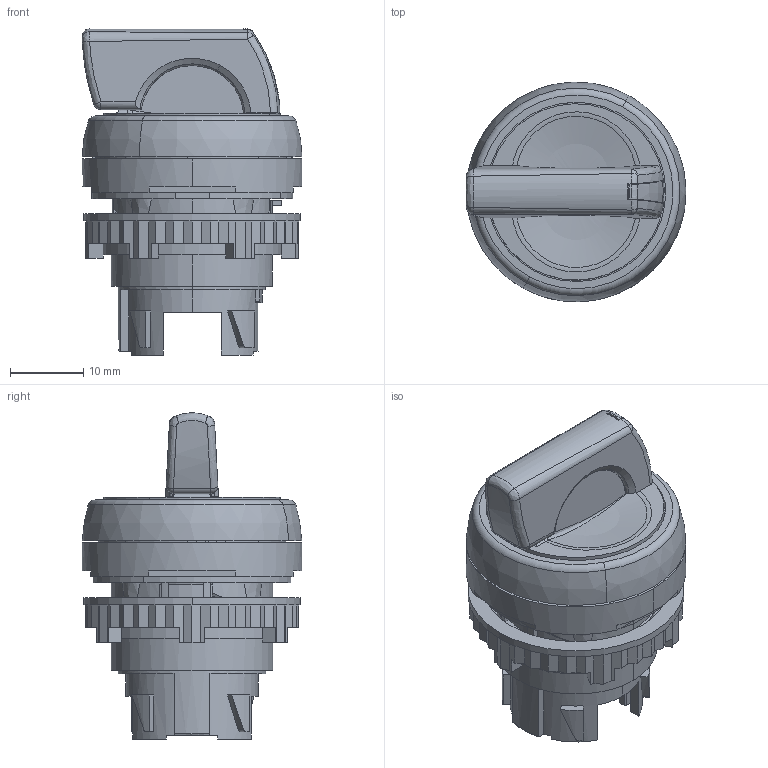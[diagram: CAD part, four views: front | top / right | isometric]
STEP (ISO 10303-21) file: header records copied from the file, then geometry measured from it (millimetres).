
FILE_DESCRIPTION(('CATIA V5 STEP Exchange'),'2;1');
FILE_NAME('L21ME20.stp','2009-04-21T11:12:33+00:00',('none'),('none'),'CATIA Version 5 Release 17 (IN-10)','CATIA V5 STEP AP214','none');
FILE_SCHEMA(('AUTOMOTIVE_DESIGN { 1 0 10303 214 1 1 1 1 }'));
Length unit declared in the file: millimetre
Products named in the file (9): l21ME20; 074226000; 034367000; 054543000; 039718000; 056017000; 032160000; 051904000; 054535000
Assembly tree (9 placements, depth 2):
  l21ME20
    074226000
    034367000
    054543000
    039718000
    056017000
    032160000
    051904000  x2
    054535000
Bounding box: 29.93 x 29.9 x 44.39 mm (x, y, z)
Volume: 11254 mm3; surface area: 15876.8 mm2
Topology: 9 solids, 9 shells, 1179 faces, 3316 edges, 2152 vertices
Faces by surface type: plane 568, cylinder 358, torus 96, bspline 77, cone 58, extrusion 12, sphere 10
Entity records: 38594 total; most frequent: CARTESIAN_POINT 12241, ORIENTED_EDGE 6158, DIRECTION 3990, EDGE_CURVE 3079, VERTEX_POINT 2002, AXIS2_PLACEMENT_3D 1705, VECTOR 1515, LINE 1503
